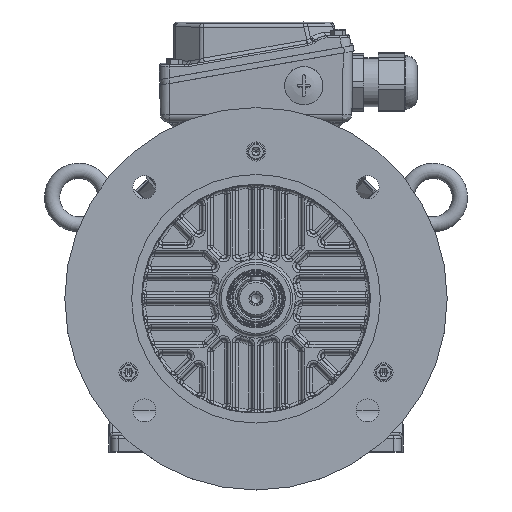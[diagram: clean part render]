
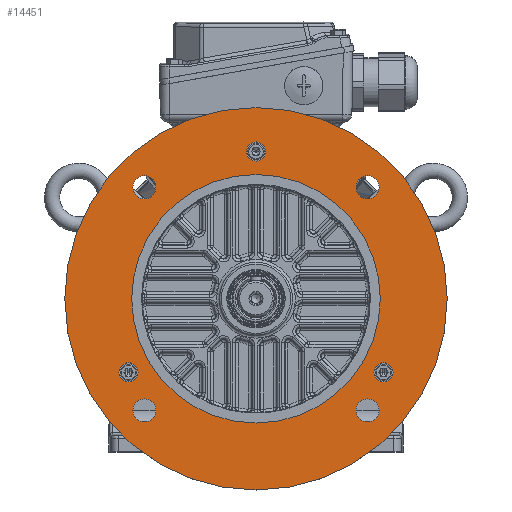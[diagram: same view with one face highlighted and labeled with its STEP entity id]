
A CAD part, top view. The second image highlights one B-rep face of the part: STEP entity #14451.
In plain terms, the highlighted planar face has unit normal (0, 0, 1).
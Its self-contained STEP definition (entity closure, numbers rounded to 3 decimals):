
#5024=PLANE('',#56840);
#14451=ADVANCED_FACE('',(#18378,#18379,#18380,#18381,#18382,#18383,#18384,
#18385,#18386),#5024,.T.);
#18378=FACE_BOUND('',#20783,.T.);
#18379=FACE_BOUND('',#20784,.T.);
#18380=FACE_BOUND('',#20785,.T.);
#18381=FACE_BOUND('',#20786,.T.);
#18382=FACE_BOUND('',#20787,.T.);
#18383=FACE_BOUND('',#20788,.T.);
#18384=FACE_BOUND('',#20789,.T.);
#18385=FACE_BOUND('',#20790,.T.);
#18386=FACE_BOUND('',#20791,.T.);
#20783=EDGE_LOOP('',(#31045));
#20784=EDGE_LOOP('',(#31046));
#20785=EDGE_LOOP('',(#31047));
#20786=EDGE_LOOP('',(#31048));
#20787=EDGE_LOOP('',(#31049));
#20788=EDGE_LOOP('',(#31050));
#20789=EDGE_LOOP('',(#31051));
#20790=EDGE_LOOP('',(#31052));
#20791=EDGE_LOOP('',(#31053));
#31045=ORIENTED_EDGE('',*,*,#46129,.F.);
#31046=ORIENTED_EDGE('',*,*,#46131,.F.);
#31047=ORIENTED_EDGE('',*,*,#46133,.F.);
#31048=ORIENTED_EDGE('',*,*,#46135,.T.);
#31049=ORIENTED_EDGE('',*,*,#46138,.T.);
#31050=ORIENTED_EDGE('',*,*,#46141,.T.);
#31051=ORIENTED_EDGE('',*,*,#47105,.T.);
#31052=ORIENTED_EDGE('',*,*,#47106,.F.);
#31053=ORIENTED_EDGE('',*,*,#47104,.T.);
#39121=VERTEX_POINT('',#104702);
#39123=VERTEX_POINT('',#104707);
#39125=VERTEX_POINT('',#104712);
#39127=VERTEX_POINT('',#104717);
#39130=VERTEX_POINT('',#104724);
#39133=VERTEX_POINT('',#104732);
#39585=VERTEX_POINT('',#114298);
#39586=VERTEX_POINT('',#114301);
#39587=VERTEX_POINT('',#114303);
#46129=EDGE_CURVE('',#39121,#39121,#51507,.T.);
#46131=EDGE_CURVE('',#39123,#39123,#51509,.T.);
#46133=EDGE_CURVE('',#39125,#39125,#51511,.T.);
#46135=EDGE_CURVE('',#39127,#39127,#51513,.T.);
#46138=EDGE_CURVE('',#39130,#39130,#51516,.T.);
#46141=EDGE_CURVE('',#39133,#39133,#51519,.T.);
#47104=EDGE_CURVE('',#39585,#39585,#52027,.T.);
#47105=EDGE_CURVE('',#39586,#39586,#52028,.T.);
#47106=EDGE_CURVE('',#39587,#39587,#52029,.T.);
#51507=CIRCLE('',#56060,6.);
#51509=CIRCLE('',#56063,6.);
#51511=CIRCLE('',#56066,6.);
#51513=CIRCLE('',#56069,6.);
#51516=CIRCLE('',#56073,5.);
#51519=CIRCLE('',#56078,5.);
#52027=CIRCLE('',#56836,65.);
#52028=CIRCLE('',#56838,5.);
#52029=CIRCLE('',#56839,100.);
#56060=AXIS2_PLACEMENT_3D('',#104701,#65631,#65632);
#56063=AXIS2_PLACEMENT_3D('',#104706,#65637,#65638);
#56066=AXIS2_PLACEMENT_3D('',#104711,#65643,#65644);
#56069=AXIS2_PLACEMENT_3D('',#104716,#65649,#65650);
#56073=AXIS2_PLACEMENT_3D('',#104723,#65657,#65658);
#56078=AXIS2_PLACEMENT_3D('',#104731,#65667,#65668);
#56836=AXIS2_PLACEMENT_3D('',#114297,#67277,#67278);
#56838=AXIS2_PLACEMENT_3D('',#114300,#67281,#67282);
#56839=AXIS2_PLACEMENT_3D('',#114302,#67283,#67284);
#56840=AXIS2_PLACEMENT_3D('',#114304,#67285,#67286);
#65631=DIRECTION('',(0.,0.,1.));
#65632=DIRECTION('',(-1.,0.,0.));
#65637=DIRECTION('',(0.,0.,1.));
#65638=DIRECTION('',(-1.,0.,0.));
#65643=DIRECTION('',(0.,0.,1.));
#65644=DIRECTION('',(-1.,0.,0.));
#65649=DIRECTION('',(0.,0.,-1.));
#65650=DIRECTION('',(-1.,0.,0.));
#65657=DIRECTION('',(0.,0.,-1.));
#65658=DIRECTION('',(1.,0.,0.));
#65667=DIRECTION('',(0.,0.,-1.));
#65668=DIRECTION('',(1.,0.,0.));
#67277=DIRECTION('',(0.,0.,-1.));
#67278=DIRECTION('',(0.,-1.,0.));
#67281=DIRECTION('',(0.,0.,-1.));
#67282=DIRECTION('',(1.,0.,0.));
#67283=DIRECTION('',(0.,0.,-1.));
#67284=DIRECTION('',(-1.,0.,0.));
#67285=DIRECTION('',(0.,0.,1.));
#67286=DIRECTION('',(-1.,0.,0.));
#104701=CARTESIAN_POINT('',(38.142,38.142,33.1));
#104702=CARTESIAN_POINT('',(32.142,38.142,33.1));
#104706=CARTESIAN_POINT('',(38.142,-78.53,33.1));
#104707=CARTESIAN_POINT('',(32.142,-78.53,33.1));
#104711=CARTESIAN_POINT('',(-78.53,-78.53,33.1));
#104712=CARTESIAN_POINT('',(-84.53,-78.53,33.1));
#104716=CARTESIAN_POINT('',(-78.53,38.142,33.1));
#104717=CARTESIAN_POINT('',(-84.53,38.142,33.1));
#104723=CARTESIAN_POINT('',(-20.194,56.806,33.1));
#104724=CARTESIAN_POINT('',(-15.194,56.806,33.1));
#104731=CARTESIAN_POINT('',(46.49,-58.694,33.1));
#104732=CARTESIAN_POINT('',(51.49,-58.694,33.1));
#114297=CARTESIAN_POINT('',(-20.194,-20.194,33.1));
#114298=CARTESIAN_POINT('',(-20.194,-85.194,33.1));
#114300=CARTESIAN_POINT('',(-86.878,-58.694,33.1));
#114301=CARTESIAN_POINT('',(-81.878,-58.694,33.1));
#114302=CARTESIAN_POINT('',(-20.194,-20.194,33.1));
#114303=CARTESIAN_POINT('',(-120.194,-20.194,33.1));
#114304=CARTESIAN_POINT('',(-20.194,-20.194,33.1));
